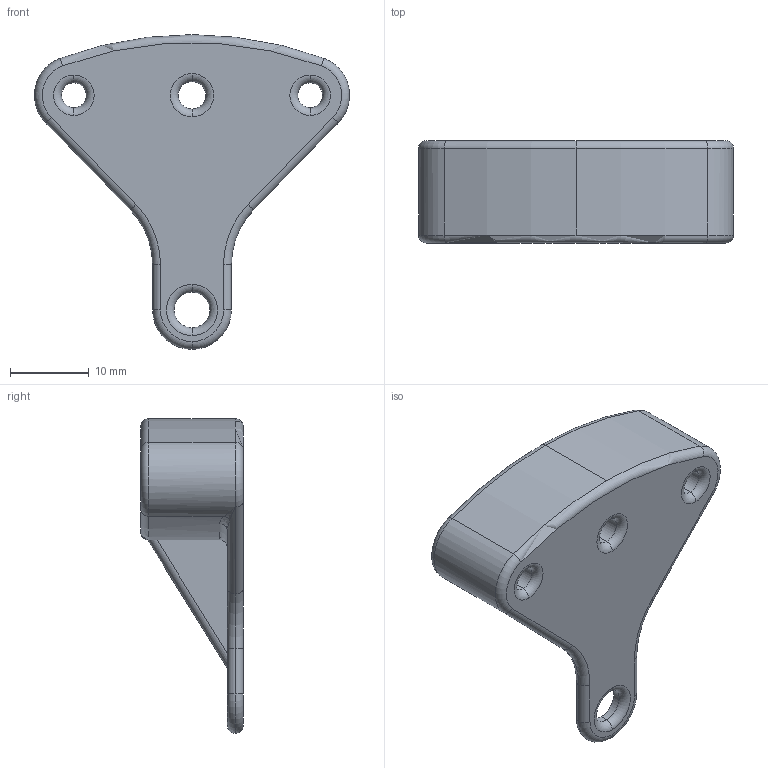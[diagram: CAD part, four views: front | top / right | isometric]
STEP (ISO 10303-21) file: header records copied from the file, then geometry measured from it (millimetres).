
FILE_DESCRIPTION (( 'STEP AP214' ), '1' );
FILE_NAME ('Schlieren_LED_holder.STEP', '2023-06-01T10:48:31', ( '' ), ( '' ), 'SwSTEP 2.0', 'SolidWorks 2022', '' );
FILE_SCHEMA (( 'AUTOMOTIVE_DESIGN' ));
Length unit declared in the file: millimetre
Products named in the file (1): Schlieren_LED_holder
Bounding box: 40 x 13 x 39.96 mm (x, y, z)
Volume: 6946.8 mm3; surface area: 3289.7 mm2
Topology: 1 solids, 1 shells, 65 faces, 156 edges, 91 vertices
Faces by surface type: torus 31, cylinder 24, plane 6, bspline 4
Entity records: 2052 total; most frequent: CARTESIAN_POINT 474, DIRECTION 364, ORIENTED_EDGE 308, AXIS2_PLACEMENT_3D 165, EDGE_CURVE 154, CIRCLE 103, VERTEX_POINT 91, EDGE_LOOP 73
